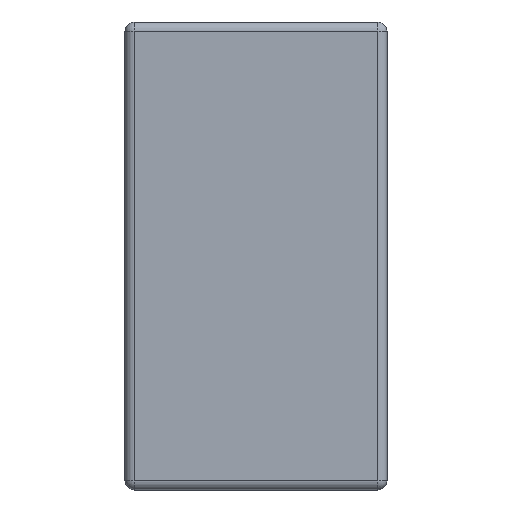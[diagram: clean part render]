
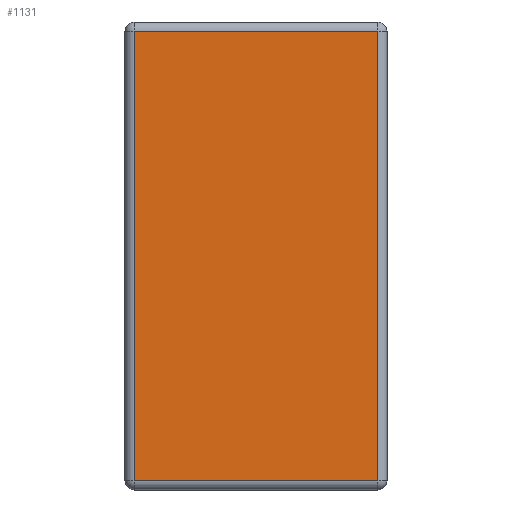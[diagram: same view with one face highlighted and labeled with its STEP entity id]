
A CAD part, left-side view. The second image highlights one B-rep face of the part: STEP entity #1131.
In plain terms, the highlighted planar face has unit normal (-1, 0, 0).
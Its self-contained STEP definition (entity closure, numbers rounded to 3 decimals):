
#1 = ORIENTED_EDGE ( 'NONE', *, *, #75, .T. ) ;
#3 = DIRECTION ( 'NONE',  ( 0., -1., 0. ) ) ;
#22 = ORIENTED_EDGE ( 'NONE', *, *, #635, .T. ) ;
#27 = CARTESIAN_POINT ( 'NONE',  ( -1., 0.7, 0.625 ) ) ;
#29 = AXIS2_PLACEMENT_3D ( 'NONE', #27, #405, #763 ) ;
#45 = VERTEX_POINT ( 'NONE', #341 ) ;
#46 = CARTESIAN_POINT ( 'NONE',  ( -1., 0.675, -0.6 ) ) ;
#49 = DIRECTION ( 'NONE',  ( 0., 1., 0. ) ) ;
#75 = EDGE_CURVE ( 'NONE', #1130, #45, #516, .T. ) ;
#111 = VECTOR ( 'NONE', #1116, 1000. ) ;
#145 = CARTESIAN_POINT ( 'NONE',  ( -1., 0.025, 0.625 ) ) ;
#186 = ORIENTED_EDGE ( 'NONE', *, *, #729, .T. ) ;
#230 = LINE ( 'NONE', #585, #111 ) ;
#273 = VECTOR ( 'NONE', #3, 1000. ) ;
#341 = CARTESIAN_POINT ( 'NONE',  ( -1., 0.025, -0.6 ) ) ;
#389 = FACE_OUTER_BOUND ( 'NONE', #803, .T. ) ;
#405 = DIRECTION ( 'NONE',  ( 1., 0., 0. ) ) ;
#415 = VERTEX_POINT ( 'NONE', #994 ) ;
#480 = DIRECTION ( 'NONE',  ( 0., 0., 1. ) ) ;
#516 = LINE ( 'NONE', #715, #273 ) ;
#576 = CARTESIAN_POINT ( 'NONE',  ( -1., 0.7, 0.6 ) ) ;
#585 = CARTESIAN_POINT ( 'NONE',  ( -1., 0.675, 0.625 ) ) ;
#591 = LINE ( 'NONE', #145, #899 ) ;
#635 = EDGE_CURVE ( 'NONE', #855, #1130, #230, .T. ) ;
#687 = CARTESIAN_POINT ( 'NONE',  ( -1., 0.675, 0.6 ) ) ;
#715 = CARTESIAN_POINT ( 'NONE',  ( -1., 0.7, -0.6 ) ) ;
#727 = VECTOR ( 'NONE', #49, 1000. ) ;
#729 = EDGE_CURVE ( 'NONE', #45, #415, #591, .T. ) ;
#763 = DIRECTION ( 'NONE',  ( 0., 0., -1. ) ) ;
#793 = ORIENTED_EDGE ( 'NONE', *, *, #847, .T. ) ;
#803 = EDGE_LOOP ( 'NONE', ( #22, #1, #186, #793 ) ) ;
#828 = PLANE ( 'NONE',  #29 ) ;
#847 = EDGE_CURVE ( 'NONE', #415, #855, #864, .T. ) ;
#855 = VERTEX_POINT ( 'NONE', #687 ) ;
#864 = LINE ( 'NONE', #576, #727 ) ;
#899 = VECTOR ( 'NONE', #480, 1000. ) ;
#994 = CARTESIAN_POINT ( 'NONE',  ( -1., 0.025, 0.6 ) ) ;
#1116 = DIRECTION ( 'NONE',  ( 0., 0., -1. ) ) ;
#1130 = VERTEX_POINT ( 'NONE', #46 ) ;
#1131 = ADVANCED_FACE ( 'NONE', ( #389 ), #828, .F. ) ;
